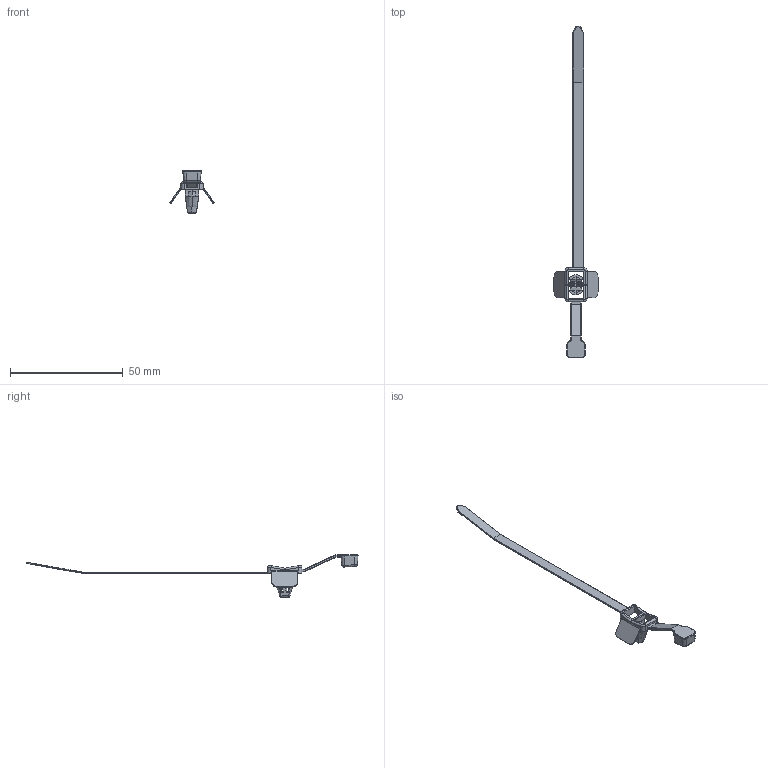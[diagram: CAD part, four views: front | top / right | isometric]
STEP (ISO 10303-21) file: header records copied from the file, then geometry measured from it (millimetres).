
FILE_DESCRIPTION(/* description */ (''),/* implementation_level */ '2;1');
FILE_NAME(/* name */ 'PLWP30SC.stp',/* time_stamp */ '2023-09-20T13:44:44-05:00',/* author */ (''),/* organization */ (''),/* preprocessor_version */ 'ST-DEVELOPER v16.7',/* originating_system */ 'SIEMENS PLM Software NX 1926',/* authorisation */ '');
FILE_SCHEMA (('AP203_CONFIGURATION_CONTROLLED_3D_DESIGN_OF_MECHANICAL_PARTS_AND_ASSEMBLIES_MIM_LF { 1 0 10303 403 2 1 2}'));
Length unit declared in the file: inch
Products named in the file (1): BWG3F4894EEafd0
Bounding box: 19.56 x 147.3 x 18.97 mm (x, y, z)
Volume: 1218.7 mm3; surface area: 2693.8 mm2
Topology: 1 solids, 1 shells, 221 faces, 546 edges, 327 vertices
Faces by surface type: plane 94, cylinder 72, bspline 22, torus 15, extrusion 10, cone 8
Entity records: 7246 total; most frequent: CARTESIAN_POINT 1988, ORIENTED_EDGE 1092, DIRECTION 1069, EDGE_CURVE 546, AXIS2_PLACEMENT_3D 376, VERTEX_POINT 327, VECTOR 317, LINE 307
